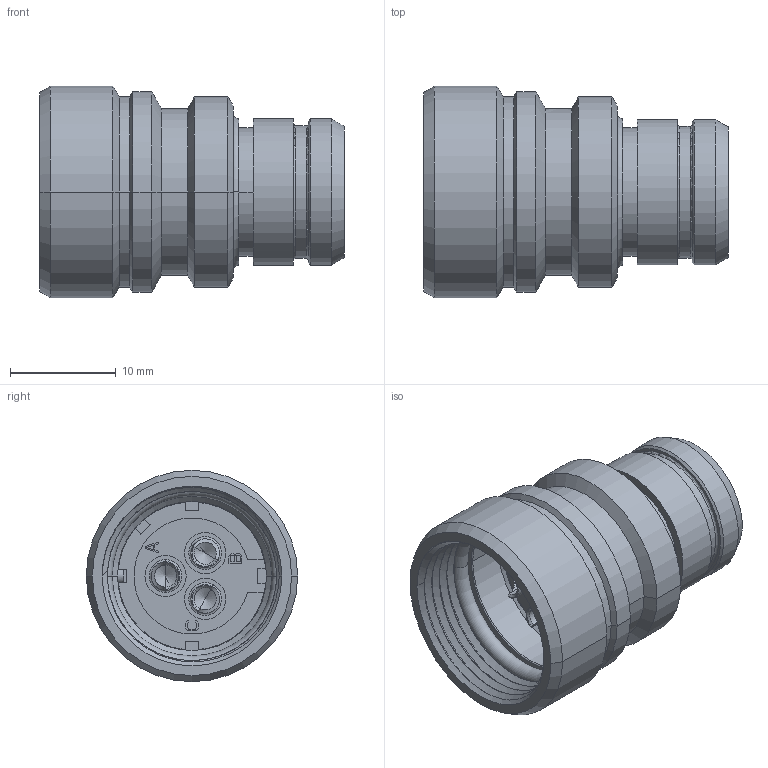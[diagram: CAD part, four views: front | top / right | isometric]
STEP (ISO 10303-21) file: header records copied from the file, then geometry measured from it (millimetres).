
FILE_DESCRIPTION((''),'2;1');
FILE_NAME('1332P103FZ','2024-07-24T10:40:14',('paultorloting'),('NET AG system integration'),'CREO PARAMETRIC BY PTC INC, 2021404','CREO PARAMETRIC BY PTC INC, 2021404','');
FILE_SCHEMA(('AUTOMOTIVE_DESIGN { 1 0 10303 214 1 1 1 1 }'));
Length unit declared in the file: millimetre
Products named in the file (1): 1332P103FZ
Bounding box: 28.8 x 20 x 20 mm (x, y, z)
Volume: 4072.5 mm3; surface area: 4986.3 mm2
Topology: 1 solids, 1 shells, 376 faces, 997 edges, 635 vertices
Faces by surface type: plane 195, cylinder 99, cone 41, torus 37, bspline 4
Entity records: 16409 total; most frequent: CARTESIAN_POINT 4131, ORIENTED_EDGE 1970, DIRECTION 1946, EDGE_CURVE 985, AXIS2_PLACEMENT_3D 675, VERTEX_POINT 635, VECTOR 593, LINE 593
